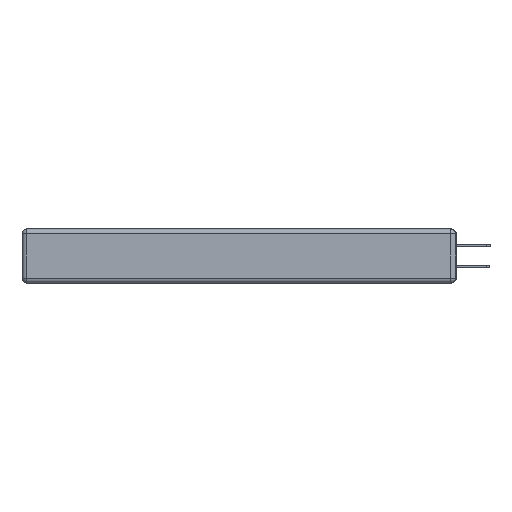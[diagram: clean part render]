
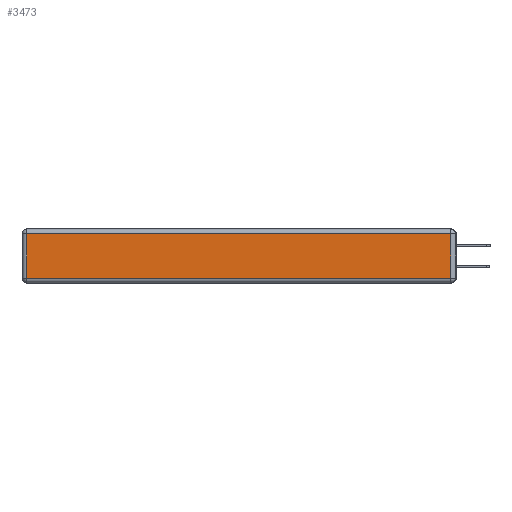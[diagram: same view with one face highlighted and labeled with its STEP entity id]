
A CAD part, left-side view. The second image highlights one B-rep face of the part: STEP entity #3473.
In plain terms, the highlighted planar face has unit normal (-1, 0, 0).
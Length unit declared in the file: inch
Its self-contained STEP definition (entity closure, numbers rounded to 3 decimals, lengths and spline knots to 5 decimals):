
#658 = DIRECTION ( 'NONE',  ( 0., -1., 0. ) ) ;
#1070 = EDGE_CURVE ( 'NONE', #16903, #27155, #30234, .T. ) ;
#1520 = VERTEX_POINT ( 'NONE', #17967 ) ;
#1752 = CARTESIAN_POINT ( 'NONE',  ( 0., 2.72, -0.03 ) ) ;
#2205 = CARTESIAN_POINT ( 'NONE',  ( 0., 0.03, -0.313 ) ) ;
#2758 = CARTESIAN_POINT ( 'NONE',  ( 0., 0.03, -0.343 ) ) ;
#3473 = ADVANCED_FACE ( 'NONE', ( #28603 ), #28832, .T. ) ;
#3533 = DIRECTION ( 'NONE',  ( 0., 1., 0. ) ) ;
#4392 = ORIENTED_EDGE ( 'NONE', *, *, #16071, .T. ) ;
#5030 = VECTOR ( 'NONE', #3533, 39.37008 ) ;
#6241 = LINE ( 'NONE', #10112, #8895 ) ;
#7235 = EDGE_CURVE ( 'NONE', #27155, #1520, #9555, .T. ) ;
#7441 = DIRECTION ( 'NONE',  ( -1., 0., 0. ) ) ;
#7563 = VECTOR ( 'NONE', #658, 39.37008 ) ;
#8895 = VECTOR ( 'NONE', #22063, 39.37008 ) ;
#9555 = LINE ( 'NONE', #2758, #11010 ) ;
#10112 = CARTESIAN_POINT ( 'NONE',  ( 0., 2.72, -0.343 ) ) ;
#10518 = CARTESIAN_POINT ( 'NONE',  ( 0., 2.75, -0.03 ) ) ;
#11010 = VECTOR ( 'NONE', #23910, 39.37008 ) ;
#12318 = DIRECTION ( 'NONE',  ( 0., 0., 1. ) ) ;
#14609 = CARTESIAN_POINT ( 'NONE',  ( 0., 0., -0.343 ) ) ;
#16071 = EDGE_CURVE ( 'NONE', #1520, #27038, #22128, .T. ) ;
#16439 = EDGE_LOOP ( 'NONE', ( #20882, #28122, #4392, #30812 ) ) ;
#16903 = VERTEX_POINT ( 'NONE', #23535 ) ;
#17967 = CARTESIAN_POINT ( 'NONE',  ( 0., 0.03, -0.03 ) ) ;
#20326 = AXIS2_PLACEMENT_3D ( 'NONE', #14609, #7441, #12318 ) ;
#20487 = EDGE_CURVE ( 'NONE', #27038, #16903, #6241, .T. ) ;
#20882 = ORIENTED_EDGE ( 'NONE', *, *, #1070, .T. ) ;
#22063 = DIRECTION ( 'NONE',  ( 0., 0., -1. ) ) ;
#22128 = LINE ( 'NONE', #10518, #5030 ) ;
#23535 = CARTESIAN_POINT ( 'NONE',  ( 0., 2.72, -0.313 ) ) ;
#23910 = DIRECTION ( 'NONE',  ( 0., 0., 1. ) ) ;
#24594 = CARTESIAN_POINT ( 'NONE',  ( 0., 0., -0.313 ) ) ;
#27038 = VERTEX_POINT ( 'NONE', #1752 ) ;
#27155 = VERTEX_POINT ( 'NONE', #2205 ) ;
#28122 = ORIENTED_EDGE ( 'NONE', *, *, #7235, .T. ) ;
#28603 = FACE_OUTER_BOUND ( 'NONE', #16439, .T. ) ;
#28832 = PLANE ( 'NONE',  #20326 ) ;
#30234 = LINE ( 'NONE', #24594, #7563 ) ;
#30812 = ORIENTED_EDGE ( 'NONE', *, *, #20487, .T. ) ;
